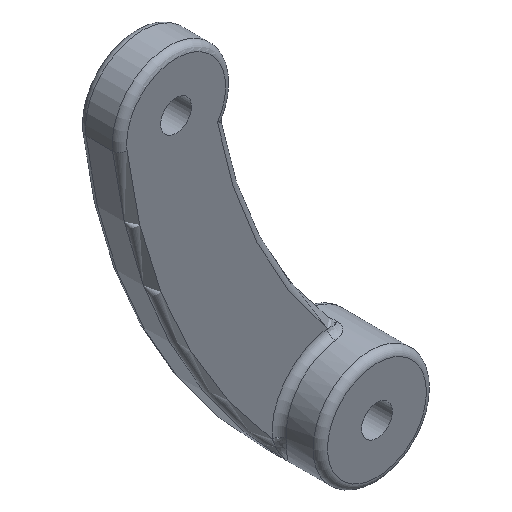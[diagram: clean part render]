
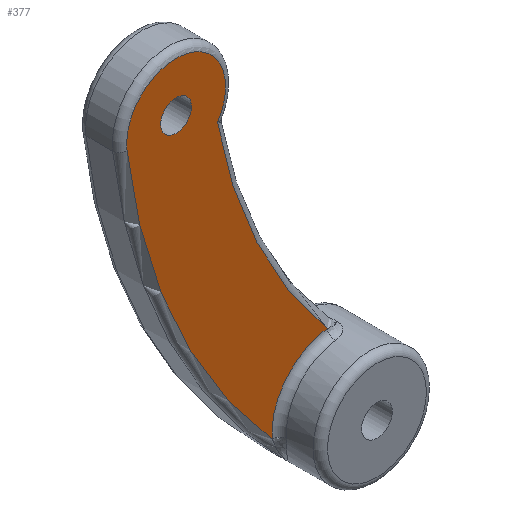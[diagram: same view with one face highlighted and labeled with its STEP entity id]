
A CAD part, isometric view. The second image highlights one B-rep face of the part: STEP entity #377.
In plain terms, the highlighted planar face has unit normal (0, -1, 0).
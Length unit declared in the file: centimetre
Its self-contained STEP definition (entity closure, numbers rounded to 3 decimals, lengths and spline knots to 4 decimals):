
#20=PLANE('',#434);
#30=FACE_BOUND('',#125,.T.);
#88=FACE_OUTER_BOUND('',#124,.T.);
#124=EDGE_LOOP('',(#341,#342,#343,#344));
#125=EDGE_LOOP('',(#345));
#138=CIRCLE('',#383,0.62);
#150=CIRCLE('',#401,4.82);
#153=CIRCLE('',#405,0.48);
#160=CIRCLE('',#415,0.15);
#168=CIRCLE('',#432,5.6596);
#170=VERTEX_POINT('',#595);
#173=VERTEX_POINT('',#616);
#184=VERTEX_POINT('',#765);
#189=VERTEX_POINT('',#845);
#194=VERTEX_POINT('',#861);
#203=EDGE_CURVE('',#173,#170,#138,.T.);
#228=EDGE_CURVE('',#184,#173,#150,.T.);
#231=EDGE_CURVE('',#189,#184,#153,.T.);
#238=EDGE_CURVE('',#194,#194,#160,.T.);
#247=EDGE_CURVE('',#170,#189,#168,.T.);
#341=ORIENTED_EDGE('',*,*,#203,.F.);
#342=ORIENTED_EDGE('',*,*,#228,.F.);
#343=ORIENTED_EDGE('',*,*,#231,.F.);
#344=ORIENTED_EDGE('',*,*,#247,.F.);
#345=ORIENTED_EDGE('',*,*,#238,.F.);
#377=ADVANCED_FACE('',(#88,#30),#20,.F.);
#383=AXIS2_PLACEMENT_3D('',#618,#443,#444);
#401=AXIS2_PLACEMENT_3D('',#841,#484,#485);
#405=AXIS2_PLACEMENT_3D('',#847,#492,#493);
#415=AXIS2_PLACEMENT_3D('',#862,#512,#513);
#432=AXIS2_PLACEMENT_3D('',#884,#547,#548);
#434=AXIS2_PLACEMENT_3D('',#886,#551,#552);
#443=DIRECTION('center_axis',(0.,-1.,0.));
#444=DIRECTION('ref_axis',(-0.81,0.,0.586));
#484=DIRECTION('center_axis',(0.,-1.,0.));
#485=DIRECTION('ref_axis',(-0.897,0.,-0.443));
#492=DIRECTION('center_axis',(0.,1.,0.));
#493=DIRECTION('ref_axis',(0.205,0.,0.979));
#512=DIRECTION('center_axis',(0.,-1.,0.));
#513=DIRECTION('ref_axis',(1.,0.,0.));
#547=DIRECTION('center_axis',(0.,1.,0.));
#548=DIRECTION('ref_axis',(-0.897,0.,-0.443));
#551=DIRECTION('center_axis',(0.,1.,0.));
#552=DIRECTION('ref_axis',(1.,0.,0.));
#595=CARTESIAN_POINT('',(-4.118,1.65,2.6598));
#616=CARTESIAN_POINT('',(-3.5835,1.65,3.3244));
#618=CARTESIAN_POINT('Origin',(-3.5,1.65,2.71));
#765=CARTESIAN_POINT('',(-4.6481,1.65,5.5856));
#841=CARTESIAN_POINT('Origin',(0.0959,1.65,6.438));
#845=CARTESIAN_POINT('',(-5.5269,1.65,5.7934));
#847=CARTESIAN_POINT('Origin',(-5.05,1.65,5.8481));
#861=CARTESIAN_POINT('',(-5.2,1.65,5.8481));
#862=CARTESIAN_POINT('Origin',(-5.05,1.65,5.8481));
#884=CARTESIAN_POINT('Origin',(0.0959,1.65,6.438));
#886=CARTESIAN_POINT('Origin',(-5.05,1.65,5.8481));
